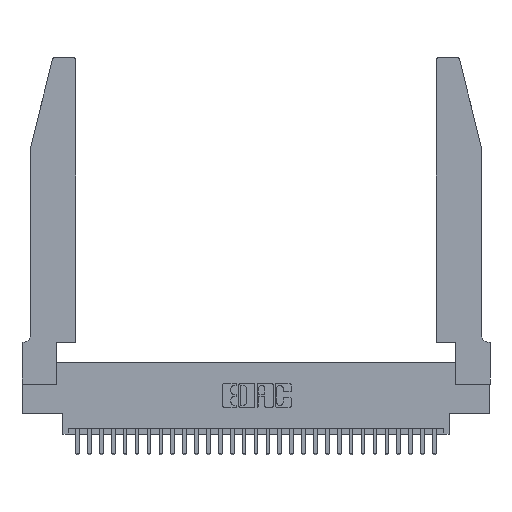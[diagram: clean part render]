
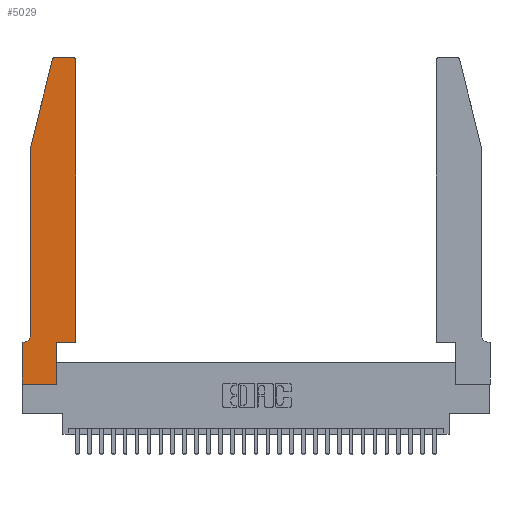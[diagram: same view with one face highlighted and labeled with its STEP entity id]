
A CAD part, top view. The second image highlights one B-rep face of the part: STEP entity #5029.
In plain terms, the highlighted planar face has unit normal (0, 0, 1).
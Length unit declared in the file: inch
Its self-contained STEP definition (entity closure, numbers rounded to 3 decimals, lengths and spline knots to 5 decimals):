
#1090 = EDGE_CURVE ( 'NONE', #21730, #5192, #22625, .T. ) ;
#1177 = DIRECTION ( 'NONE',  ( 1., 0., 0. ) ) ;
#2568 = CARTESIAN_POINT ( 'NONE',  ( 0., 0.35, 0.37 ) ) ;
#2630 = CARTESIAN_POINT ( 'NONE',  ( 0., 0., 0.37 ) ) ;
#3201 = CARTESIAN_POINT ( 'NONE',  ( 0.284, 2.72, 0.37 ) ) ;
#3251 = VERTEX_POINT ( 'NONE', #4513 ) ;
#3464 = VECTOR ( 'NONE', #16992, 39.37008 ) ;
#3549 = ORIENTED_EDGE ( 'NONE', *, *, #1090, .T. ) ;
#4094 = CARTESIAN_POINT ( 'NONE',  ( 0.4205, 2.75, 0.37 ) ) ;
#4115 = CARTESIAN_POINT ( 'NONE',  ( 0.25487, 2.72718, 0.37 ) ) ;
#4486 = VERTEX_POINT ( 'NONE', #4115 ) ;
#4513 = CARTESIAN_POINT ( 'NONE',  ( 0.2865, 0., 0.37 ) ) ;
#4816 = CARTESIAN_POINT ( 'NONE',  ( 0.2865, 0.35, 0.37 ) ) ;
#5029 = ADVANCED_FACE ( 'NONE', ( #11866 ), #8502, .T. ) ;
#5080 = CIRCLE ( 'NONE', #9873, 0.07 ) ;
#5192 = VERTEX_POINT ( 'NONE', #25623 ) ;
#5261 = CARTESIAN_POINT ( 'NONE',  ( 0.0755, 0.42, 0.37 ) ) ;
#5538 = CARTESIAN_POINT ( 'NONE',  ( 0.0755, 0.35, 0.37 ) ) ;
#5689 = DIRECTION ( 'NONE',  ( 1., 0., 0. ) ) ;
#5982 = VECTOR ( 'NONE', #14595, 39.37008 ) ;
#6016 = ORIENTED_EDGE ( 'NONE', *, *, #11929, .T. ) ;
#6347 = CARTESIAN_POINT ( 'NONE',  ( 0., 0., 0.37 ) ) ;
#6675 = EDGE_CURVE ( 'NONE', #15501, #11759, #12887, .T. ) ;
#6895 = EDGE_CURVE ( 'NONE', #3251, #20257, #6943, .T. ) ;
#6943 = LINE ( 'NONE', #19866, #11779 ) ;
#7067 = CIRCLE ( 'NONE', #17909, 0.03 ) ;
#7268 = EDGE_CURVE ( 'NONE', #14779, #3251, #9151, .T. ) ;
#7688 = EDGE_CURVE ( 'NONE', #18112, #9989, #22405, .T. ) ;
#8466 = AXIS2_PLACEMENT_3D ( 'NONE', #29663, #15655, #1177 ) ;
#8502 = PLANE ( 'NONE',  #8466 ) ;
#8843 = VERTEX_POINT ( 'NONE', #2568 ) ;
#9151 = LINE ( 'NONE', #2630, #3464 ) ;
#9654 = DIRECTION ( 'NONE',  ( 0., -1., 0. ) ) ;
#9859 = LINE ( 'NONE', #13985, #21688 ) ;
#9873 = AXIS2_PLACEMENT_3D ( 'NONE', #11861, #28290, #14211 ) ;
#9989 = VERTEX_POINT ( 'NONE', #25694 ) ;
#10486 = DIRECTION ( 'NONE',  ( 0., 1., 0. ) ) ;
#10611 = DIRECTION ( 'NONE',  ( 0., 0., 1. ) ) ;
#11362 = VECTOR ( 'NONE', #25394, 39.37008 ) ;
#11673 = ORIENTED_EDGE ( 'NONE', *, *, #29779, .T. ) ;
#11759 = VERTEX_POINT ( 'NONE', #5261 ) ;
#11779 = VECTOR ( 'NONE', #10486, 39.37008 ) ;
#11861 = CARTESIAN_POINT ( 'NONE',  ( 0.0055, 0.42, 0.37 ) ) ;
#11866 = FACE_OUTER_BOUND ( 'NONE', #28600, .T. ) ;
#11929 = EDGE_CURVE ( 'NONE', #5192, #18112, #7067, .T. ) ;
#12730 = ORIENTED_EDGE ( 'NONE', *, *, #7688, .T. ) ;
#12887 = LINE ( 'NONE', #16708, #18441 ) ;
#13273 = CARTESIAN_POINT ( 'NONE',  ( 0.4505, 0.35, 0.37 ) ) ;
#13565 = DIRECTION ( 'NONE',  ( -0.239, -0.971, 0. ) ) ;
#13985 = CARTESIAN_POINT ( 'NONE',  ( 0., 0., 0.37 ) ) ;
#14144 = DIRECTION ( 'NONE',  ( 1., 0., 0. ) ) ;
#14211 = DIRECTION ( 'NONE',  ( -1., 0., 0. ) ) ;
#14552 = VECTOR ( 'NONE', #24486, 39.37008 ) ;
#14595 = DIRECTION ( 'NONE',  ( 0., 1., 0. ) ) ;
#14648 = ORIENTED_EDGE ( 'NONE', *, *, #6895, .T. ) ;
#14779 = VERTEX_POINT ( 'NONE', #6347 ) ;
#14829 = ORIENTED_EDGE ( 'NONE', *, *, #16256, .T. ) ;
#15501 = VERTEX_POINT ( 'NONE', #30270 ) ;
#15655 = DIRECTION ( 'NONE',  ( 0., 0., 1. ) ) ;
#15680 = LINE ( 'NONE', #21267, #21214 ) ;
#15765 = ORIENTED_EDGE ( 'NONE', *, *, #20170, .T. ) ;
#16256 = EDGE_CURVE ( 'NONE', #20257, #21730, #15680, .T. ) ;
#16708 = CARTESIAN_POINT ( 'NONE',  ( 0.0755, 2., 0.37 ) ) ;
#16992 = DIRECTION ( 'NONE',  ( 1., 0., 0. ) ) ;
#17622 = LINE ( 'NONE', #25333, #28596 ) ;
#17909 = AXIS2_PLACEMENT_3D ( 'NONE', #24734, #10611, #27079 ) ;
#18112 = VERTEX_POINT ( 'NONE', #4094 ) ;
#18259 = EDGE_CURVE ( 'NONE', #11759, #19069, #5080, .T. ) ;
#18441 = VECTOR ( 'NONE', #9654, 39.37008 ) ;
#18752 = DIRECTION ( 'NONE',  ( 0., -1., 0. ) ) ;
#19069 = VERTEX_POINT ( 'NONE', #29353 ) ;
#19866 = CARTESIAN_POINT ( 'NONE',  ( 0.2865, 0.35, 0.37 ) ) ;
#19880 = DIRECTION ( 'NONE',  ( 0., 0., 1. ) ) ;
#20170 = EDGE_CURVE ( 'NONE', #8843, #14779, #9859, .T. ) ;
#20257 = VERTEX_POINT ( 'NONE', #4816 ) ;
#20840 = LINE ( 'NONE', #5538, #14552 ) ;
#21214 = VECTOR ( 'NONE', #14144, 39.37008 ) ;
#21267 = CARTESIAN_POINT ( 'NONE',  ( 0.4505, 0.35, 0.37 ) ) ;
#21688 = VECTOR ( 'NONE', #18752, 39.37008 ) ;
#21730 = VERTEX_POINT ( 'NONE', #13273 ) ;
#21740 = ORIENTED_EDGE ( 'NONE', *, *, #30366, .T. ) ;
#22162 = ORIENTED_EDGE ( 'NONE', *, *, #28208, .T. ) ;
#22184 = ORIENTED_EDGE ( 'NONE', *, *, #18259, .T. ) ;
#22405 = LINE ( 'NONE', #23002, #11362 ) ;
#22559 = ORIENTED_EDGE ( 'NONE', *, *, #6675, .T. ) ;
#22625 = LINE ( 'NONE', #26789, #5982 ) ;
#23002 = CARTESIAN_POINT ( 'NONE',  ( 0.2605, 2.75, 0.37 ) ) ;
#24486 = DIRECTION ( 'NONE',  ( -1., 0., 0. ) ) ;
#24734 = CARTESIAN_POINT ( 'NONE',  ( 0.4205, 2.72, 0.37 ) ) ;
#25333 = CARTESIAN_POINT ( 'NONE',  ( 0.0755, 2., 0.37 ) ) ;
#25394 = DIRECTION ( 'NONE',  ( -1., 0., 0. ) ) ;
#25623 = CARTESIAN_POINT ( 'NONE',  ( 0.4505, 2.72, 0.37 ) ) ;
#25694 = CARTESIAN_POINT ( 'NONE',  ( 0.284, 2.75, 0.37 ) ) ;
#26789 = CARTESIAN_POINT ( 'NONE',  ( 0.4505, 0.35, 0.37 ) ) ;
#27079 = DIRECTION ( 'NONE',  ( 1., 0., 0. ) ) ;
#27269 = AXIS2_PLACEMENT_3D ( 'NONE', #3201, #19880, #5689 ) ;
#28208 = EDGE_CURVE ( 'NONE', #4486, #15501, #17622, .T. ) ;
#28290 = DIRECTION ( 'NONE',  ( 0., 0., -1. ) ) ;
#28596 = VECTOR ( 'NONE', #13565, 39.37008 ) ;
#28600 = EDGE_LOOP ( 'NONE', ( #12730, #11673, #22162, #22559, #22184, #21740, #15765, #30244, #14648, #14829, #3549, #6016 ) ) ;
#29353 = CARTESIAN_POINT ( 'NONE',  ( 0.0055, 0.35, 0.37 ) ) ;
#29663 = CARTESIAN_POINT ( 'NONE',  ( 0., 0.35, 0.37 ) ) ;
#29779 = EDGE_CURVE ( 'NONE', #9989, #4486, #29978, .T. ) ;
#29978 = CIRCLE ( 'NONE', #27269, 0.03 ) ;
#30244 = ORIENTED_EDGE ( 'NONE', *, *, #7268, .T. ) ;
#30270 = CARTESIAN_POINT ( 'NONE',  ( 0.0755, 2., 0.37 ) ) ;
#30366 = EDGE_CURVE ( 'NONE', #19069, #8843, #20840, .T. ) ;
